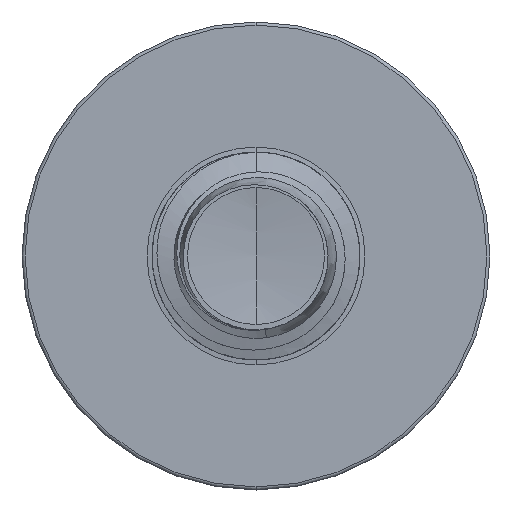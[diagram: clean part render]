
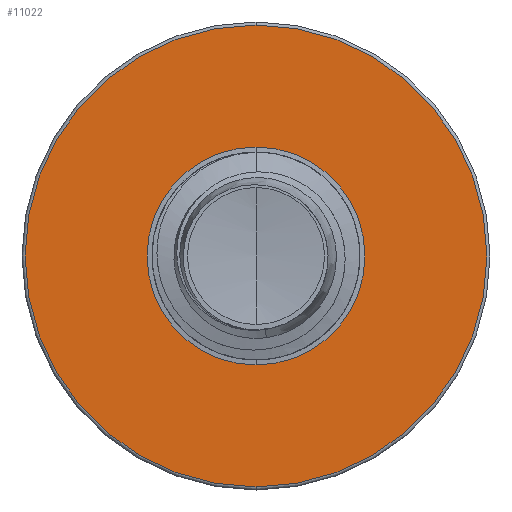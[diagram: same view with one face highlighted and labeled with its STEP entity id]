
A CAD part, front view. The second image highlights one B-rep face of the part: STEP entity #11022.
In plain terms, the highlighted planar face has unit normal (0, -1, 0).
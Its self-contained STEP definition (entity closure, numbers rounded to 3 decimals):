
#82 = EDGE_LOOP ( 'NONE', ( #18519, #18588 ) ) ;
#282 = CARTESIAN_POINT ( 'NONE',  ( 0., 15., 4.192 ) ) ;
#668 = AXIS2_PLACEMENT_3D ( 'NONE', #5479, #17027, #7527 ) ;
#2128 = CIRCLE ( 'NONE', #10769, 4.192 ) ;
#2899 = FACE_OUTER_BOUND ( 'NONE', #82, .T. ) ;
#3997 = VERTEX_POINT ( 'NONE', #282 ) ;
#5479 = CARTESIAN_POINT ( 'NONE',  ( 0., 15., 0. ) ) ;
#5674 = CARTESIAN_POINT ( 'NONE',  ( 0., 15., 0. ) ) ;
#7527 = DIRECTION ( 'NONE',  ( 0., 0., 1. ) ) ;
#7561 = DIRECTION ( 'NONE',  ( 0., 1., 0. ) ) ;
#7684 = DIRECTION ( 'NONE',  ( 0., 0., 1. ) ) ;
#7821 = DIRECTION ( 'NONE',  ( 0., 1., 0. ) ) ;
#7884 = VERTEX_POINT ( 'NONE', #15779 ) ;
#8348 = AXIS2_PLACEMENT_3D ( 'NONE', #17264, #7821, #18740 ) ;
#9466 = CARTESIAN_POINT ( 'NONE',  ( 0., 15., 8.88 ) ) ;
#10769 = AXIS2_PLACEMENT_3D ( 'NONE', #11400, #22204, #12916 ) ;
#11022 = ADVANCED_FACE ( 'NONE', ( #2899, #16813 ), #15760, .F. ) ;
#11124 = EDGE_CURVE ( 'NONE', #3997, #18466, #2128, .T. ) ;
#11400 = CARTESIAN_POINT ( 'NONE',  ( 0., 15., 0. ) ) ;
#12133 = EDGE_CURVE ( 'NONE', #15647, #7884, #14508, .T. ) ;
#12842 = CIRCLE ( 'NONE', #668, 8.88 ) ;
#12916 = DIRECTION ( 'NONE',  ( 0., 0., 1. ) ) ;
#13235 = EDGE_CURVE ( 'NONE', #18466, #3997, #20664, .T. ) ;
#14426 = AXIS2_PLACEMENT_3D ( 'NONE', #5674, #17156, #7684 ) ;
#14508 = CIRCLE ( 'NONE', #16756, 8.88 ) ;
#15478 = CARTESIAN_POINT ( 'NONE',  ( 0., 15., -4.192 ) ) ;
#15623 = ORIENTED_EDGE ( 'NONE', *, *, #11124, .T. ) ;
#15647 = VERTEX_POINT ( 'NONE', #9466 ) ;
#15729 = ORIENTED_EDGE ( 'NONE', *, *, #13235, .T. ) ;
#15750 = EDGE_LOOP ( 'NONE', ( #15623, #15729 ) ) ;
#15760 = PLANE ( 'NONE',  #8348 ) ;
#15779 = CARTESIAN_POINT ( 'NONE',  ( 0., 15., -8.88 ) ) ;
#16756 = AXIS2_PLACEMENT_3D ( 'NONE', #17057, #7561, #18525 ) ;
#16813 = FACE_BOUND ( 'NONE', #15750, .T. ) ;
#17027 = DIRECTION ( 'NONE',  ( 0., 1., 0. ) ) ;
#17057 = CARTESIAN_POINT ( 'NONE',  ( 0., 15., 0. ) ) ;
#17156 = DIRECTION ( 'NONE',  ( 0., 1., 0. ) ) ;
#17264 = CARTESIAN_POINT ( 'NONE',  ( 0., 15., -4.192 ) ) ;
#18466 = VERTEX_POINT ( 'NONE', #15478 ) ;
#18519 = ORIENTED_EDGE ( 'NONE', *, *, #12133, .F. ) ;
#18525 = DIRECTION ( 'NONE',  ( 0., 0., 1. ) ) ;
#18588 = ORIENTED_EDGE ( 'NONE', *, *, #19085, .F. ) ;
#18740 = DIRECTION ( 'NONE',  ( 0., 0., 1. ) ) ;
#19085 = EDGE_CURVE ( 'NONE', #7884, #15647, #12842, .T. ) ;
#20664 = CIRCLE ( 'NONE', #14426, 4.192 ) ;
#22204 = DIRECTION ( 'NONE',  ( 0., 1., 0. ) ) ;
